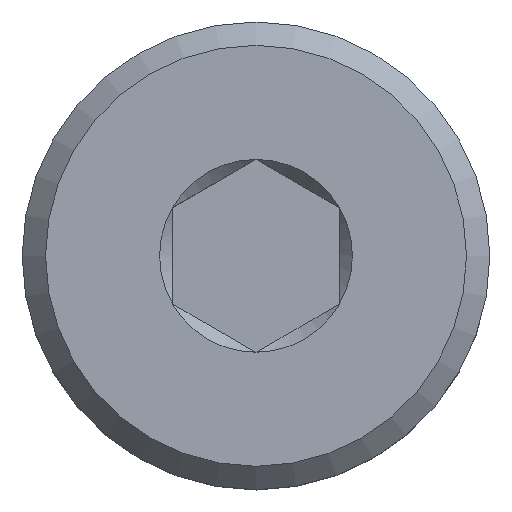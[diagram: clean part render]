
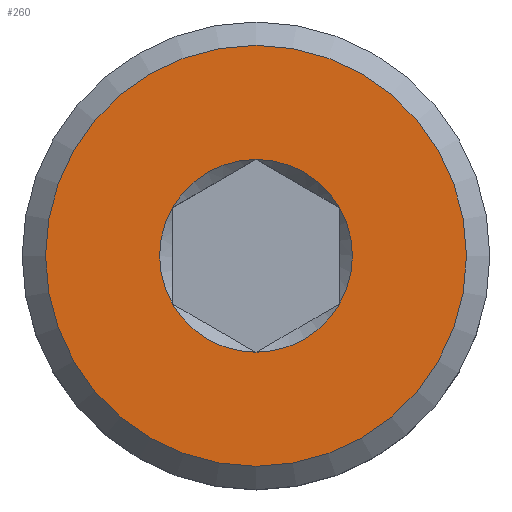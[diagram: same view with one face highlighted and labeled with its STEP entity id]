
A CAD part, top view. The second image highlights one B-rep face of the part: STEP entity #260.
In plain terms, the highlighted planar face has unit normal (0, 0, 1).
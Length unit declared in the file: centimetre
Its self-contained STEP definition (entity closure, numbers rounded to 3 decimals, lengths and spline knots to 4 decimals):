
#22=FACE_BOUND('',#62,.T.);
#25=PLANE('',#289);
#41=FACE_OUTER_BOUND('',#61,.T.);
#61=EDGE_LOOP('',(#196));
#62=EDGE_LOOP('',(#197,#198,#199,#200,#201,#202));
#115=CIRCLE('',#286,3.15);
#117=CIRCLE('',#290,1.4434);
#118=CIRCLE('',#291,1.4434);
#119=CIRCLE('',#292,1.4434);
#120=CIRCLE('',#293,1.4434);
#121=CIRCLE('',#294,1.4434);
#122=CIRCLE('',#295,1.4434);
#128=VERTEX_POINT('',#411);
#130=VERTEX_POINT('',#419);
#131=VERTEX_POINT('',#420);
#132=VERTEX_POINT('',#422);
#133=VERTEX_POINT('',#424);
#134=VERTEX_POINT('',#426);
#135=VERTEX_POINT('',#428);
#150=EDGE_CURVE('',#128,#128,#115,.T.);
#153=EDGE_CURVE('',#130,#131,#117,.T.);
#154=EDGE_CURVE('',#132,#130,#118,.T.);
#155=EDGE_CURVE('',#133,#132,#119,.T.);
#156=EDGE_CURVE('',#134,#133,#120,.T.);
#157=EDGE_CURVE('',#135,#134,#121,.T.);
#158=EDGE_CURVE('',#131,#135,#122,.T.);
#196=ORIENTED_EDGE('',*,*,#150,.F.);
#197=ORIENTED_EDGE('',*,*,#153,.F.);
#198=ORIENTED_EDGE('',*,*,#154,.F.);
#199=ORIENTED_EDGE('',*,*,#155,.F.);
#200=ORIENTED_EDGE('',*,*,#156,.F.);
#201=ORIENTED_EDGE('',*,*,#157,.F.);
#202=ORIENTED_EDGE('',*,*,#158,.F.);
#260=ADVANCED_FACE('',(#41,#22),#25,.T.);
#286=AXIS2_PLACEMENT_3D('',#413,#333,#334);
#289=AXIS2_PLACEMENT_3D('',#418,#340,#341);
#290=AXIS2_PLACEMENT_3D('',#421,#342,#343);
#291=AXIS2_PLACEMENT_3D('',#423,#344,#345);
#292=AXIS2_PLACEMENT_3D('',#425,#346,#347);
#293=AXIS2_PLACEMENT_3D('',#427,#348,#349);
#294=AXIS2_PLACEMENT_3D('',#429,#350,#351);
#295=AXIS2_PLACEMENT_3D('',#430,#352,#353);
#333=DIRECTION('center_axis',(0.,0.,-1.));
#334=DIRECTION('ref_axis',(0.,1.,0.));
#340=DIRECTION('center_axis',(0.,0.,1.));
#341=DIRECTION('ref_axis',(1.,0.,0.));
#342=DIRECTION('center_axis',(0.,0.,1.));
#343=DIRECTION('ref_axis',(0.,-1.,0.));
#344=DIRECTION('center_axis',(0.,0.,1.));
#345=DIRECTION('ref_axis',(0.,-1.,0.));
#346=DIRECTION('center_axis',(0.,0.,1.));
#347=DIRECTION('ref_axis',(0.,-1.,0.));
#348=DIRECTION('center_axis',(0.,0.,1.));
#349=DIRECTION('ref_axis',(0.,-1.,0.));
#350=DIRECTION('center_axis',(0.,0.,1.));
#351=DIRECTION('ref_axis',(0.,-1.,0.));
#352=DIRECTION('center_axis',(0.,0.,1.));
#353=DIRECTION('ref_axis',(0.,-1.,0.));
#411=CARTESIAN_POINT('',(0.,-3.15,2.8));
#413=CARTESIAN_POINT('Origin',(0.,0.,2.8));
#418=CARTESIAN_POINT('Origin',(0.,3.15,2.8));
#419=CARTESIAN_POINT('',(0.,-1.4434,2.8));
#420=CARTESIAN_POINT('',(1.25,-0.7217,2.8));
#421=CARTESIAN_POINT('Origin',(0.,0.,2.8));
#422=CARTESIAN_POINT('',(-1.25,-0.7217,2.8));
#423=CARTESIAN_POINT('Origin',(0.,0.,2.8));
#424=CARTESIAN_POINT('',(-1.25,0.7217,2.8));
#425=CARTESIAN_POINT('Origin',(0.,0.,2.8));
#426=CARTESIAN_POINT('',(0.,1.4434,2.8));
#427=CARTESIAN_POINT('Origin',(0.,0.,2.8));
#428=CARTESIAN_POINT('',(1.25,0.7217,2.8));
#429=CARTESIAN_POINT('Origin',(0.,0.,2.8));
#430=CARTESIAN_POINT('Origin',(0.,0.,2.8));
